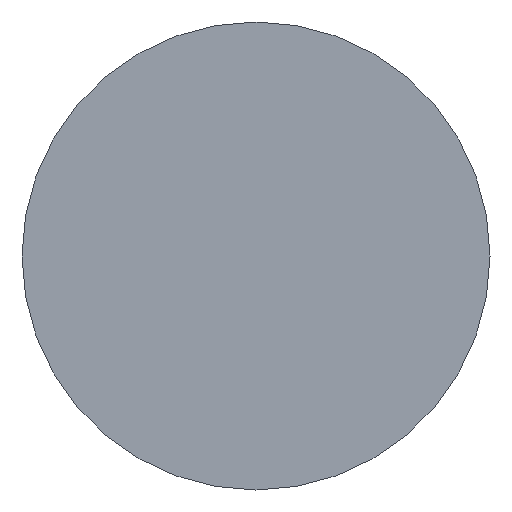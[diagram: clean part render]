
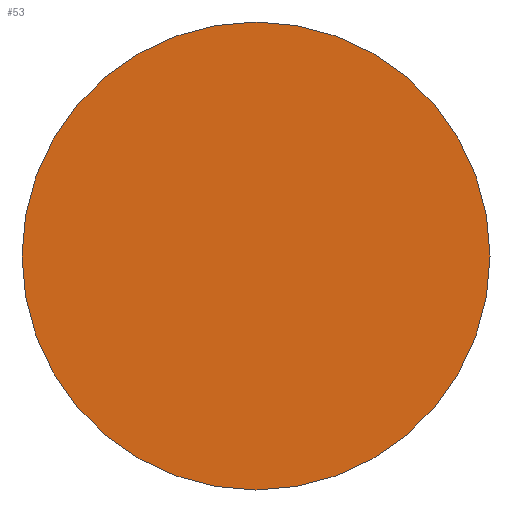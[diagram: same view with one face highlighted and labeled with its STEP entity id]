
A CAD part, front view. The second image highlights one B-rep face of the part: STEP entity #53.
In plain terms, the highlighted planar face has unit normal (0, -1, 0).
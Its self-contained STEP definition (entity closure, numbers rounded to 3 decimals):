
#18=FACE_OUTER_BOUND('',#22,.T.);
#22=EDGE_LOOP('',(#41));
#27=CIRCLE('',#81,26.321);
#32=VERTEX_POINT('',#105);
#36=EDGE_CURVE('',#32,#32,#27,.T.);
#41=ORIENTED_EDGE('',*,*,#36,.T.);
#51=PLANE('',#80);
#53=ADVANCED_FACE('',(#18),#51,.T.);
#80=AXIS2_PLACEMENT_3D('',#104,#89,#90);
#81=AXIS2_PLACEMENT_3D('',#106,#91,#92);
#89=DIRECTION('center_axis',(0.,-1.,0.));
#90=DIRECTION('ref_axis',(0.,0.,-1.));
#91=DIRECTION('center_axis',(0.,-1.,0.));
#92=DIRECTION('ref_axis',(1.,0.,0.));
#104=CARTESIAN_POINT('Origin',(0.,-50.,0.));
#105=CARTESIAN_POINT('',(0.,-50.,26.321));
#106=CARTESIAN_POINT('Origin',(0.,-50.,0.));
